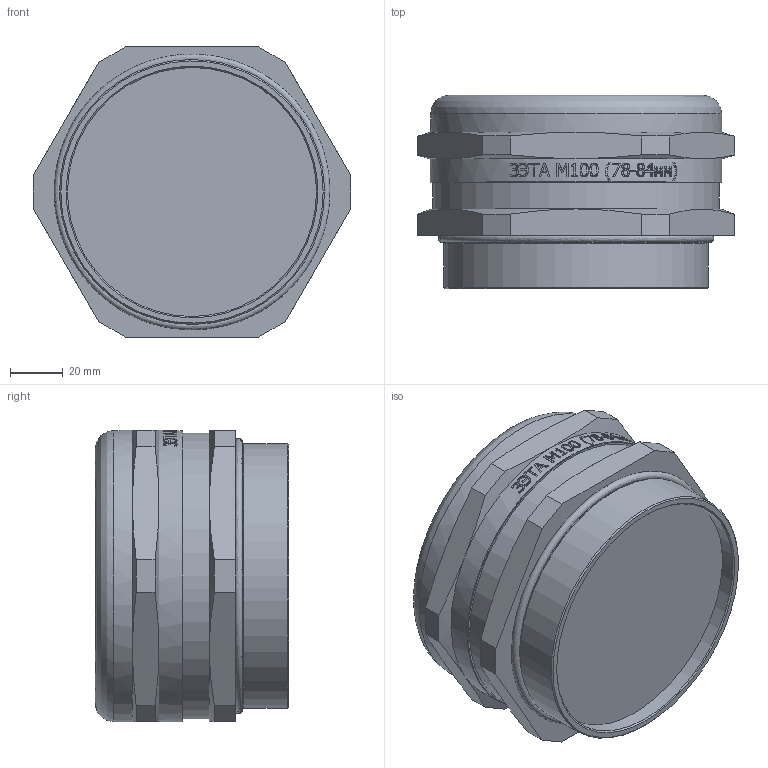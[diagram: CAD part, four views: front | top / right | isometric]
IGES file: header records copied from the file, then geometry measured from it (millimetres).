
Global section: file name: 21 КВ-М100 (78-84мм); native system: Autodesk Inventor 2015; preprocessor: unknown; author: zeta-23; date: 20161026.224452; units: millimetre
Bounding box: 120.02 x 73 x 110 mm (x, y, z)
Volume: 623393.7 mm3; surface area: 48547.6 mm2
Topology: 1 solids, 1 shells, 310 faces, 830 edges, 552 vertices
Faces by surface type: bspline 310
